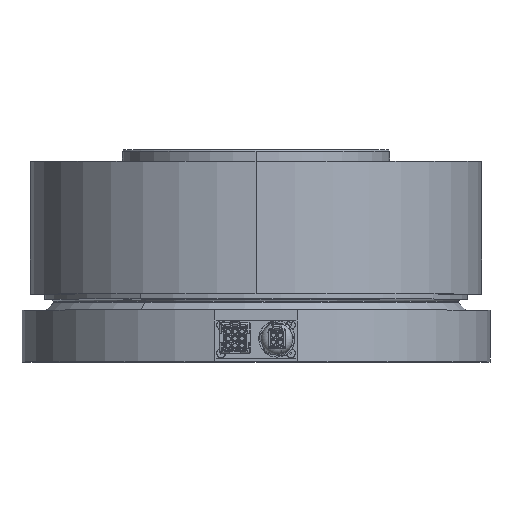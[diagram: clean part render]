
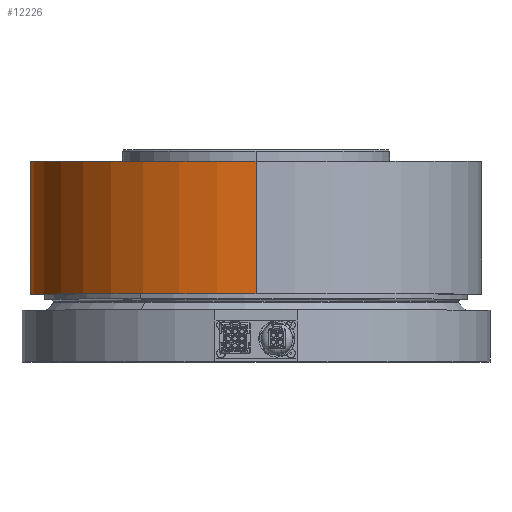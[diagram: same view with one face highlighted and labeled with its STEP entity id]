
A CAD part, top view. The second image highlights one B-rep face of the part: STEP entity #12226.
In plain terms, the highlighted cylindrical face has radius 135 mm (diameter 270 mm), a partial arc.
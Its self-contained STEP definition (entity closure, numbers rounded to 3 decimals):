
#7571 = AXIS2_PLACEMENT_3D ( 'NONE', #52816, #24985, #20240 ) ;
#9916 = VERTEX_POINT ( 'NONE', #42618 ) ;
#10187 = VERTEX_POINT ( 'NONE', #21827 ) ;
#12226 = ADVANCED_FACE ( 'NONE', ( #52450 ), #38645, .T. ) ;
#12649 = CARTESIAN_POINT ( 'NONE',  ( 0., 101.441, -135. ) ) ;
#13223 = DIRECTION ( 'NONE',  ( 0., 1., 0. ) ) ;
#17706 = AXIS2_PLACEMENT_3D ( 'NONE', #41141, #13223, #45830 ) ;
#20240 = DIRECTION ( 'NONE',  ( 0., 0., -1. ) ) ;
#20749 = CARTESIAN_POINT ( 'NONE',  ( 0., 120., -135. ) ) ;
#21129 = DIRECTION ( 'NONE',  ( 0., 1., 0. ) ) ;
#21339 = CARTESIAN_POINT ( 'NONE',  ( 0., 120., 135. ) ) ;
#21807 = DIRECTION ( 'NONE',  ( 0., 1., 0. ) ) ;
#21827 = CARTESIAN_POINT ( 'NONE',  ( 0., 40.6, 135. ) ) ;
#24985 = DIRECTION ( 'NONE',  ( 0., 1., 0. ) ) ;
#24997 = VECTOR ( 'NONE', #40567, 1000. ) ;
#28001 = LINE ( 'NONE', #35590, #49774 ) ;
#29369 = EDGE_CURVE ( 'NONE', #9916, #10187, #37832, .T. ) ;
#31242 = CIRCLE ( 'NONE', #17706, 135. ) ;
#32686 = VERTEX_POINT ( 'NONE', #20749 ) ;
#35590 = CARTESIAN_POINT ( 'NONE',  ( 0., 101.441, 135. ) ) ;
#37832 = CIRCLE ( 'NONE', #40989, 135. ) ;
#38645 = CYLINDRICAL_SURFACE ( 'NONE', #7571, 135. ) ;
#40567 = DIRECTION ( 'NONE',  ( 0., 1., 0. ) ) ;
#40989 = AXIS2_PLACEMENT_3D ( 'NONE', #49645, #21807, #54391 ) ;
#41141 = CARTESIAN_POINT ( 'NONE',  ( 0., 120., 0. ) ) ;
#41818 = ORIENTED_EDGE ( 'NONE', *, *, #29369, .T. ) ;
#42618 = CARTESIAN_POINT ( 'NONE',  ( 0., 40.6, -135. ) ) ;
#45800 = ORIENTED_EDGE ( 'NONE', *, *, #54271, .F. ) ;
#45830 = DIRECTION ( 'NONE',  ( 0., 0., -1. ) ) ;
#45875 = EDGE_CURVE ( 'NONE', #10187, #58898, #28001, .T. ) ;
#47234 = ORIENTED_EDGE ( 'NONE', *, *, #48009, .F. ) ;
#48009 = EDGE_CURVE ( 'NONE', #9916, #32686, #49671, .T. ) ;
#49645 = CARTESIAN_POINT ( 'NONE',  ( 0., 40.6, 0. ) ) ;
#49671 = LINE ( 'NONE', #12649, #24997 ) ;
#49774 = VECTOR ( 'NONE', #21129, 1000. ) ;
#50962 = EDGE_LOOP ( 'NONE', ( #41818, #56495, #45800, #47234 ) ) ;
#52450 = FACE_OUTER_BOUND ( 'NONE', #50962, .T. ) ;
#52816 = CARTESIAN_POINT ( 'NONE',  ( 0., 101.441, 0. ) ) ;
#54271 = EDGE_CURVE ( 'NONE', #32686, #58898, #31242, .T. ) ;
#54391 = DIRECTION ( 'NONE',  ( 0., 0., -1. ) ) ;
#56495 = ORIENTED_EDGE ( 'NONE', *, *, #45875, .T. ) ;
#58898 = VERTEX_POINT ( 'NONE', #21339 ) ;
